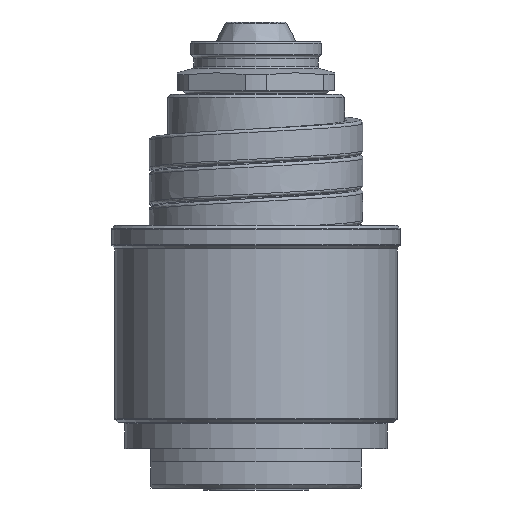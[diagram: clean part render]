
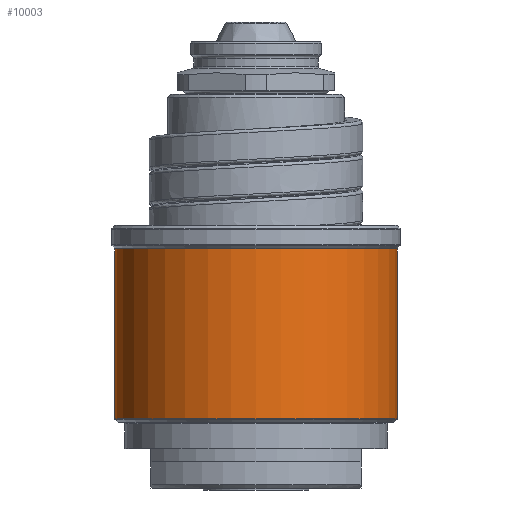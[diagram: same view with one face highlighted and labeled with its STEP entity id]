
A CAD part, front view. The second image highlights one B-rep face of the part: STEP entity #10003.
In plain terms, the highlighted cylindrical face has radius 21.5 mm (diameter 43 mm), a partial arc.
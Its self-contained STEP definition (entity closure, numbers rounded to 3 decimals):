
#2992=CARTESIAN_POINT('',(0.,0.,10.583));
#2993=DIRECTION('',(0.,0.,1.));
#2994=DIRECTION('',(-1.,0.,0.));
#2995=AXIS2_PLACEMENT_3D('',#2992,#2993,#2994);
#2997=DIRECTION('',(0.,0.,-1.));
#2998=VECTOR('',#2997,25.834);
#2999=CARTESIAN_POINT('',(-21.5,0.,36.417));
#3000=LINE('',#2999,#2998);
#3001=CARTESIAN_POINT('',(0.,0.,36.417));
#3002=DIRECTION('',(0.,0.,1.));
#3003=DIRECTION('',(-1.,0.,0.));
#3004=AXIS2_PLACEMENT_3D('',#3001,#3002,#3003);
#3006=DIRECTION('',(0.,0.,-1.));
#3007=VECTOR('',#3006,25.834);
#3008=CARTESIAN_POINT('',(21.5,0.,36.417));
#3009=LINE('',#3008,#3007);
#5585=CARTESIAN_POINT('',(21.5,0.,36.417));
#5586=CARTESIAN_POINT('',(-21.5,0.,36.417));
#5587=VERTEX_POINT('',#5585);
#5588=VERTEX_POINT('',#5586);
#5611=CARTESIAN_POINT('',(21.5,0.,10.583));
#5612=VERTEX_POINT('',#5611);
#5613=CARTESIAN_POINT('',(-21.5,0.,10.583));
#5614=VERTEX_POINT('',#5613);
#9991=CARTESIAN_POINT('',(0.,0.,8.5));
#9992=DIRECTION('',(0.,0.,1.));
#9993=DIRECTION('',(-1.,0.,0.));
#9994=AXIS2_PLACEMENT_3D('',#9991,#9992,#9993);
#9995=CYLINDRICAL_SURFACE('',#9994,21.5);
#9996=ORIENTED_EDGE('',*,*,#8142,.F.);
#9997=ORIENTED_EDGE('',*,*,#8123,.F.);
#9999=ORIENTED_EDGE('',*,*,#9998,.T.);
#10000=ORIENTED_EDGE('',*,*,#8119,.T.);
#10001=EDGE_LOOP('',(#9996,#9997,#9999,#10000));
#10002=FACE_OUTER_BOUND('',#10001,.F.);
#2996=CIRCLE('',#2995,21.5);
#3005=CIRCLE('',#3004,21.5);
#8119=EDGE_CURVE('',#5587,#5612,#3009,.T.);
#8123=EDGE_CURVE('',#5588,#5614,#3000,.T.);
#8142=EDGE_CURVE('',#5614,#5612,#2996,.T.);
#9998=EDGE_CURVE('',#5588,#5587,#3005,.T.);
#10003=ADVANCED_FACE('',(#10002),#9995,.T.);
